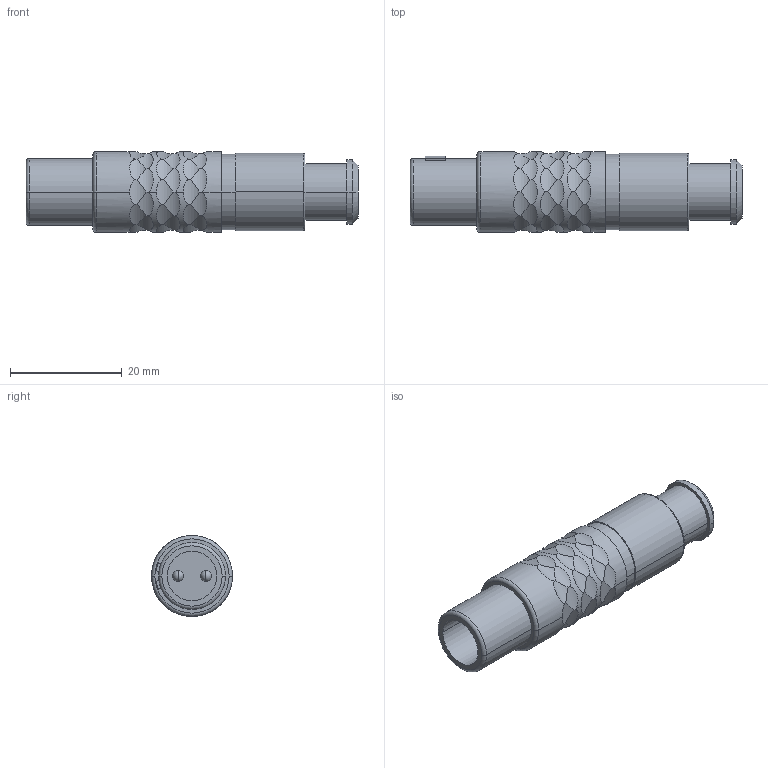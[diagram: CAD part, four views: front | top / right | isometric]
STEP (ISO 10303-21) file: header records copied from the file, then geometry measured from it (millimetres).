
FILE_DESCRIPTION((''),'2;1');
FILE_NAME('S22LAC-P02M','2013-01-23T',('RTrager'),(''),'PRO/ENGINEER BY PARAMETRIC TECHNOLOGY CORPORATION, 2010330','PRO/ENGINEER BY PARAMETRIC TECHNOLOGY CORPORATION, 2010330','');
FILE_SCHEMA(('CONFIG_CONTROL_DESIGN'));
Length unit declared in the file: millimetre
Products named in the file (1): S22LAC-P02M
Bounding box: 59.5 x 14.5 x 14.5 mm (x, y, z)
Volume: 5328.1 mm3; surface area: 4301.6 mm2
Topology: 1 solids, 1 shells, 151 faces, 386 edges, 246 vertices
Faces by surface type: cylinder 104, plane 29, torus 8, bspline 4, sphere 4, cone 2
Entity records: 5562 total; most frequent: CARTESIAN_POINT 2220, ORIENTED_EDGE 764, DIRECTION 566, EDGE_CURVE 382, VERTEX_POINT 246, AXIS2_PLACEMENT_3D 240, B_SPLINE_CURVE_WITH_KNOTS 203, EDGE_LOOP 164
